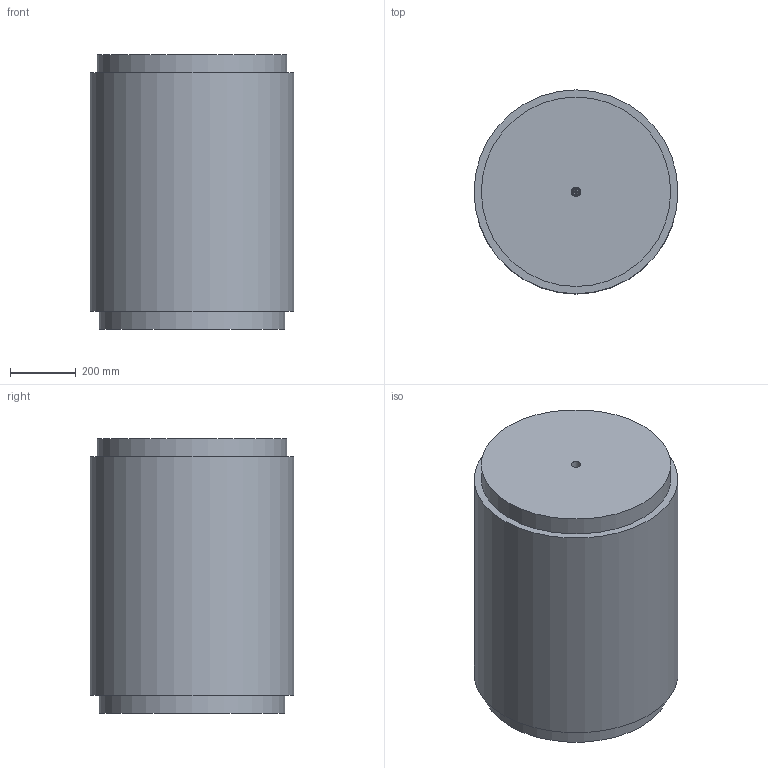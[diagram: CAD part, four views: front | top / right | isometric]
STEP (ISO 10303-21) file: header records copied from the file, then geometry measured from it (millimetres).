
FILE_DESCRIPTION(('Open CASCADE Model'),'2;1');
FILE_NAME('Open CASCADE Shape Model','2020-06-16T19:02:30',('Author'),( 'Open CASCADE'),'Open CASCADE STEP processor 7.2','Open CASCADE 7.2' ,'Unknown');
FILE_SCHEMA(('AUTOMOTIVE_DESIGN { 1 0 10303 214 1 1 1 1 }'));
Length unit declared in the file: millimetre
Products named in the file (31): SOLID
Bounding box: 620 x 620 x 835 mm (x, y, z)
Volume: 245892349.6 mm3; surface area: 10982972.1 mm2
Topology: 31 solids, 31 shells, 140 faces, 214 edges, 140 vertices
Faces by surface type: plane 66, cylinder 64, cone 10
Full cylindrical faces by diameter (mm): 6 x1, 11.099 x1, 12.599 x1, 12.899 x1, 14.999 x1, 17.999 x1, 18.899 x1, 19.799 x1, 20.099 x1, 20.399 x1, 21.299 x1, 22.498 x1, 28.798 x1, 40 x11, 160 x2, 198.746 x1, 204.22 x1, 205.371 x1, 210 x2, 211.996 x1, 212.73 x1, 220 x2, 221.239 x1, 229.748 x1, 230 x2, 240 x2, 255.275 x1, 280.803 x1, 300 x2, 312.844 x1
Entity records: 6601 total; most frequent: DIRECTION 1060, CARTESIAN_POINT 947, ORIENTED_EDGE 428, PCURVE 428, DEFINITIONAL_REPRESENTATION 428, LINE 370, VECTOR 370, AXIS2_PLACEMENT_3D 281
